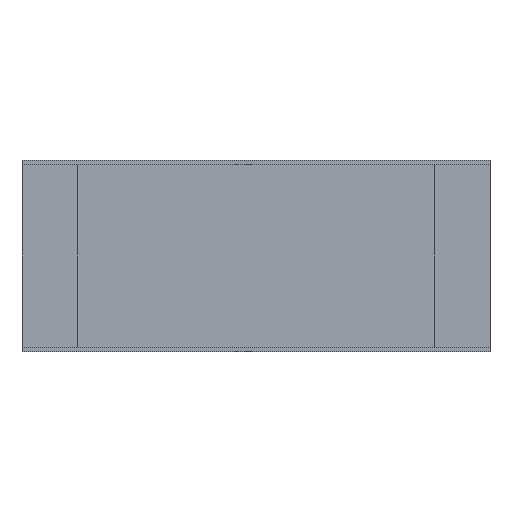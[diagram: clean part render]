
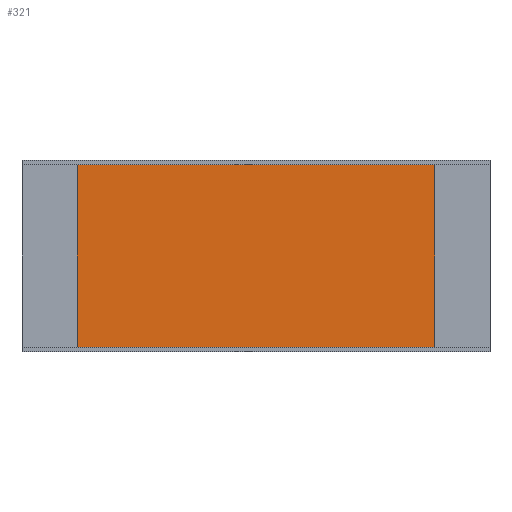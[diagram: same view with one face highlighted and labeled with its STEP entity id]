
A CAD part, front view. The second image highlights one B-rep face of the part: STEP entity #321.
In plain terms, the highlighted planar face has unit normal (0, -1, 0).
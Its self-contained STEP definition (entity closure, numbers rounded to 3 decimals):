
#30 = CARTESIAN_POINT ( 'NONE',  ( -90.25, 31.65, -45. ) ) ;
#74 = VECTOR ( 'NONE', #179, 1000. ) ;
#83 = LINE ( 'NONE', #30, #74 ) ;
#91 = LINE ( 'NONE', #467, #93 ) ;
#93 = VECTOR ( 'NONE', #489, 1000. ) ;
#94 = CARTESIAN_POINT ( 'NONE',  ( 88.05, 31.65, -45. ) ) ;
#101 = EDGE_CURVE ( 'NONE', #397, #209, #91, .T. ) ;
#109 = ORIENTED_EDGE ( 'NONE', *, *, #330, .T. ) ;
#130 = EDGE_CURVE ( 'NONE', #209, #306, #83, .T. ) ;
#169 = FACE_OUTER_BOUND ( 'NONE', #305, .T. ) ;
#179 = DIRECTION ( 'NONE',  ( -1., 0., 0. ) ) ;
#180 = AXIS2_PLACEMENT_3D ( 'NONE', #506, #498, #497 ) ;
#209 = VERTEX_POINT ( 'NONE', #94 ) ;
#213 = ORIENTED_EDGE ( 'NONE', *, *, #101, .F. ) ;
#294 = CARTESIAN_POINT ( 'NONE',  ( -88.05, 31.65, 45. ) ) ;
#305 = EDGE_LOOP ( 'NONE', ( #345, #213, #109, #391 ) ) ;
#306 = VERTEX_POINT ( 'NONE', #552 ) ;
#307 = LINE ( 'NONE', #492, #485 ) ;
#312 = EDGE_CURVE ( 'NONE', #432, #306, #588, .T. ) ;
#321 = ADVANCED_FACE ( 'NONE', ( #169 ), #534, .T. ) ;
#330 = EDGE_CURVE ( 'NONE', #397, #432, #307, .T. ) ;
#345 = ORIENTED_EDGE ( 'NONE', *, *, #130, .F. ) ;
#371 = CARTESIAN_POINT ( 'NONE',  ( 88.05, 31.65, 45. ) ) ;
#391 = ORIENTED_EDGE ( 'NONE', *, *, #312, .T. ) ;
#397 = VERTEX_POINT ( 'NONE', #371 ) ;
#432 = VERTEX_POINT ( 'NONE', #294 ) ;
#467 = CARTESIAN_POINT ( 'NONE',  ( 88.05, 31.65, 47.2 ) ) ;
#478 = DIRECTION ( 'NONE',  ( -1., 0., 0. ) ) ;
#485 = VECTOR ( 'NONE', #478, 1000. ) ;
#489 = DIRECTION ( 'NONE',  ( 0., 0., -1. ) ) ;
#492 = CARTESIAN_POINT ( 'NONE',  ( -90.25, 31.65, 45. ) ) ;
#497 = DIRECTION ( 'NONE',  ( 0., 0., -1. ) ) ;
#498 = DIRECTION ( 'NONE',  ( 0., -1., 0. ) ) ;
#504 = VECTOR ( 'NONE', #547, 1000. ) ;
#506 = CARTESIAN_POINT ( 'NONE',  ( -90.25, 31.65, 47.2 ) ) ;
#534 = PLANE ( 'NONE',  #180 ) ;
#544 = CARTESIAN_POINT ( 'NONE',  ( -88.05, 31.65, 47.2 ) ) ;
#547 = DIRECTION ( 'NONE',  ( 0., 0., -1. ) ) ;
#552 = CARTESIAN_POINT ( 'NONE',  ( -88.05, 31.65, -45. ) ) ;
#588 = LINE ( 'NONE', #544, #504 ) ;
